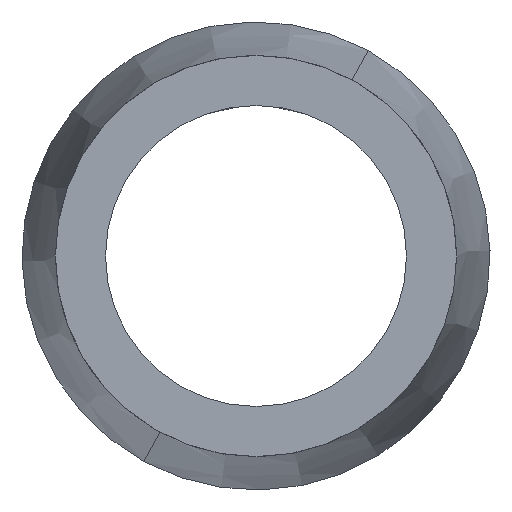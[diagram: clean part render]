
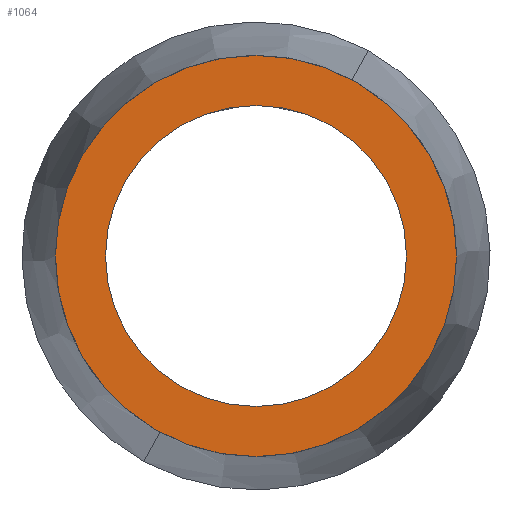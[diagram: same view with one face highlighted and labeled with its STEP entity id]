
A CAD part, left-side view. The second image highlights one B-rep face of the part: STEP entity #1064.
In plain terms, the highlighted planar face has unit normal (-1, 0, 0).
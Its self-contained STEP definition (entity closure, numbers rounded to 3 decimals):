
#1010=CARTESIAN_POINT('Vertex',(0.,2.25,0.)) ;
#1013=CARTESIAN_POINT('Axis2P3D Location',(0.,0.,0.)) ;
#1017=CARTESIAN_POINT('Vertex',(0.,-2.25,0.)) ;
#1032=CARTESIAN_POINT('Axis2P3D Location',(0.,0.,0.)) ;
#1037=CARTESIAN_POINT('Axis2P3D Location',(0.,0.,0.)) ;
#1041=CARTESIAN_POINT('Vertex',(0.,-3.,0.)) ;
#1043=CARTESIAN_POINT('Vertex',(0.,3.,0.)) ;
#1046=CARTESIAN_POINT('Axis2P3D Location',(0.,0.,0.)) ;
#1055=CARTESIAN_POINT('Axis2P3D Location',(0.,0.,0.)) ;
#1014=DIRECTION('Axis2P3D Direction',(1.,0.,0.)) ;
#1033=DIRECTION('Axis2P3D Direction',(1.,0.,0.)) ;
#1034=DIRECTION('Axis2P3D XDirection',(0.,1.,0.)) ;
#1038=DIRECTION('Axis2P3D Direction',(1.,0.,0.)) ;
#1047=DIRECTION('Axis2P3D Direction',(1.,0.,0.)) ;
#1056=DIRECTION('Axis2P3D Direction',(1.,0.,0.)) ;
#1015=AXIS2_PLACEMENT_3D('Circle Axis2P3D',#1013,#1014,$) ;
#1035=AXIS2_PLACEMENT_3D('Plane Axis2P3D',#1032,#1033,#1034) ;
#1039=AXIS2_PLACEMENT_3D('Circle Axis2P3D',#1037,#1038,$) ;
#1048=AXIS2_PLACEMENT_3D('Circle Axis2P3D',#1046,#1047,$) ;
#1057=AXIS2_PLACEMENT_3D('Circle Axis2P3D',#1055,#1056,$) ;
#1052=ORIENTED_EDGE('',*,*,#1045,.F.) ;
#1053=ORIENTED_EDGE('',*,*,#1050,.F.) ;
#1061=ORIENTED_EDGE('',*,*,#1059,.T.) ;
#1062=ORIENTED_EDGE('',*,*,#1019,.T.) ;
#1063=FACE_BOUND('',#1060,.T.) ;
#1064=ADVANCED_FACE('PartBody',(#1054,#1063),#1036,.F.) ;
#1016=CIRCLE('generated circle',#1015,2.25) ;
#1040=CIRCLE('generated circle',#1039,3.) ;
#1049=CIRCLE('generated circle',#1048,3.) ;
#1058=CIRCLE('generated circle',#1057,2.25) ;
#1019=EDGE_CURVE('',#1018,#1011,#1016,.T.) ;
#1045=EDGE_CURVE('',#1042,#1044,#1040,.T.) ;
#1050=EDGE_CURVE('',#1044,#1042,#1049,.T.) ;
#1059=EDGE_CURVE('',#1011,#1018,#1058,.T.) ;
#1051=EDGE_LOOP('',(#1052,#1053)) ;
#1060=EDGE_LOOP('',(#1061,#1062)) ;
#1054=FACE_OUTER_BOUND('',#1051,.T.) ;
#1036=PLANE('Plane',#1035) ;
#1011=VERTEX_POINT('',#1010) ;
#1018=VERTEX_POINT('',#1017) ;
#1042=VERTEX_POINT('',#1041) ;
#1044=VERTEX_POINT('',#1043) ;
